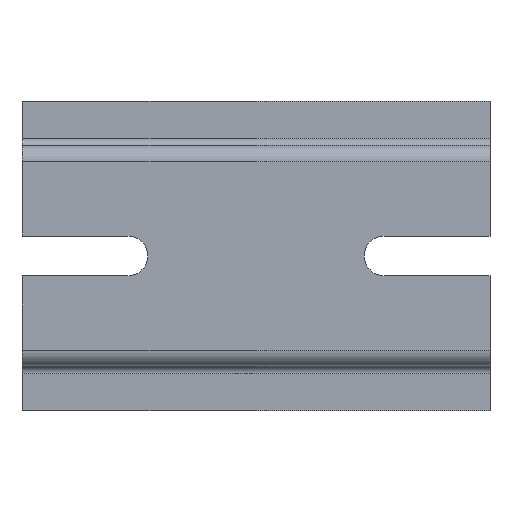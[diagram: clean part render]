
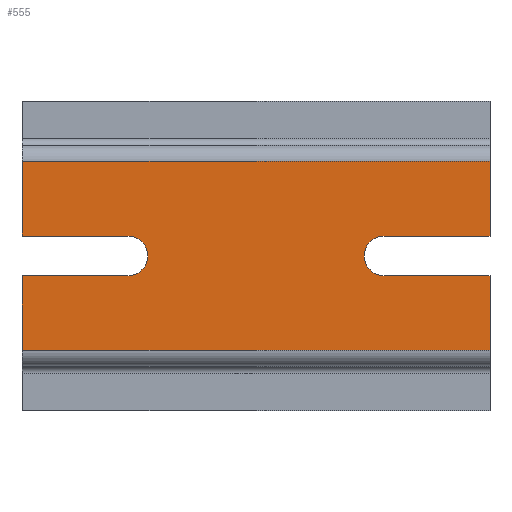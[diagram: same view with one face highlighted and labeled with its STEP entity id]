
A CAD part, top view. The second image highlights one B-rep face of the part: STEP entity #555.
In plain terms, the highlighted planar face has unit normal (0, 0, 1).
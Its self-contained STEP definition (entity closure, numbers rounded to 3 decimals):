
#8 = FACE_OUTER_BOUND ( 'NONE', #417, .T. ) ;
#14 = AXIS2_PLACEMENT_3D ( 'NONE', #1267, #394, #78 ) ;
#16 = ORIENTED_EDGE ( 'NONE', *, *, #33, .F. ) ;
#18 = VERTEX_POINT ( 'NONE', #556 ) ;
#32 = CARTESIAN_POINT ( 'NONE',  ( 26.5, 5., 6.5 ) ) ;
#33 = EDGE_CURVE ( 'NONE', #18, #446, #60, .T. ) ;
#41 = CARTESIAN_POINT ( 'NONE',  ( -26.5, 28.2, 6.5 ) ) ;
#47 = DIRECTION ( 'NONE',  ( 1., 0., 0. ) ) ;
#52 = VERTEX_POINT ( 'NONE', #269 ) ;
#60 = LINE ( 'NONE', #179, #138 ) ;
#78 = DIRECTION ( 'NONE',  ( 1., 0., 0. ) ) ;
#101 = ORIENTED_EDGE ( 'NONE', *, *, #628, .F. ) ;
#108 = EDGE_CURVE ( 'NONE', #52, #713, #869, .T. ) ;
#122 = ORIENTED_EDGE ( 'NONE', *, *, #1102, .F. ) ;
#123 = CARTESIAN_POINT ( 'NONE',  ( 26.5, 15.25, 6.5 ) ) ;
#135 = ORIENTED_EDGE ( 'NONE', *, *, #320, .T. ) ;
#137 = LINE ( 'NONE', #32, #1111 ) ;
#138 = VECTOR ( 'NONE', #280, 1000. ) ;
#140 = VECTOR ( 'NONE', #338, 1000. ) ;
#158 = VERTEX_POINT ( 'NONE', #371 ) ;
#179 = CARTESIAN_POINT ( 'NONE',  ( 26.5, 6.8, 6.5 ) ) ;
#188 = CARTESIAN_POINT ( 'NONE',  ( -26.5, 5., 6.5 ) ) ;
#194 = VERTEX_POINT ( 'NONE', #950 ) ;
#269 = CARTESIAN_POINT ( 'NONE',  ( -14.5, 15.25, 6.5 ) ) ;
#280 = DIRECTION ( 'NONE',  ( -1., 0., 0. ) ) ;
#292 = PLANE ( 'NONE',  #892 ) ;
#313 = CARTESIAN_POINT ( 'NONE',  ( 26.5, 15.25, 6.5 ) ) ;
#320 = EDGE_CURVE ( 'NONE', #865, #1063, #440, .T. ) ;
#334 = DIRECTION ( 'NONE',  ( 0., 1., 0. ) ) ;
#338 = DIRECTION ( 'NONE',  ( -1., 0., 0. ) ) ;
#341 = LINE ( 'NONE', #753, #673 ) ;
#346 = VECTOR ( 'NONE', #405, 1000. ) ;
#371 = CARTESIAN_POINT ( 'NONE',  ( -26.5, 15.25, 6.5 ) ) ;
#382 = DIRECTION ( 'NONE',  ( 0., 1., 0. ) ) ;
#390 = EDGE_CURVE ( 'NONE', #1042, #194, #988, .T. ) ;
#394 = DIRECTION ( 'NONE',  ( 0., 0., 1. ) ) ;
#399 = EDGE_CURVE ( 'NONE', #1173, #865, #137, .T. ) ;
#405 = DIRECTION ( 'NONE',  ( 0., 1., 0. ) ) ;
#411 = ORIENTED_EDGE ( 'NONE', *, *, #399, .T. ) ;
#417 = EDGE_LOOP ( 'NONE', ( #1256, #612, #122, #688, #16, #1091, #487, #1019, #787, #411, #135, #101 ) ) ;
#433 = AXIS2_PLACEMENT_3D ( 'NONE', #457, #1225, #629 ) ;
#440 = LINE ( 'NONE', #1226, #140 ) ;
#446 = VERTEX_POINT ( 'NONE', #842 ) ;
#448 = DIRECTION ( 'NONE',  ( -1., 0., 0. ) ) ;
#457 = CARTESIAN_POINT ( 'NONE',  ( 14.5, 17.5, 6.5 ) ) ;
#487 = ORIENTED_EDGE ( 'NONE', *, *, #682, .F. ) ;
#497 = VECTOR ( 'NONE', #908, 1000. ) ;
#504 = CARTESIAN_POINT ( 'NONE',  ( -26.5, 19.75, 6.5 ) ) ;
#525 = CARTESIAN_POINT ( 'NONE',  ( -14.5, 19.75, 6.5 ) ) ;
#546 = EDGE_CURVE ( 'NONE', #446, #158, #901, .T. ) ;
#555 = ADVANCED_FACE ( 'NONE', ( #8 ), #292, .T. ) ;
#556 = CARTESIAN_POINT ( 'NONE',  ( 26.5, 6.8, 6.5 ) ) ;
#612 = ORIENTED_EDGE ( 'NONE', *, *, #108, .F. ) ;
#625 = EDGE_CURVE ( 'NONE', #713, #1078, #694, .T. ) ;
#628 = EDGE_CURVE ( 'NONE', #1078, #1063, #1071, .T. ) ;
#629 = DIRECTION ( 'NONE',  ( 1., 0., 0. ) ) ;
#636 = LINE ( 'NONE', #1224, #1129 ) ;
#641 = CARTESIAN_POINT ( 'NONE',  ( 26.5, 5., 6.5 ) ) ;
#652 = CARTESIAN_POINT ( 'NONE',  ( -26.5, 19.75, 6.5 ) ) ;
#672 = VERTEX_POINT ( 'NONE', #313 ) ;
#673 = VECTOR ( 'NONE', #448, 1000. ) ;
#682 = EDGE_CURVE ( 'NONE', #194, #672, #1097, .T. ) ;
#688 = ORIENTED_EDGE ( 'NONE', *, *, #546, .F. ) ;
#694 = LINE ( 'NONE', #504, #949 ) ;
#713 = VERTEX_POINT ( 'NONE', #525 ) ;
#753 = CARTESIAN_POINT ( 'NONE',  ( 26.5, 19.75, 6.5 ) ) ;
#782 = LINE ( 'NONE', #641, #1222 ) ;
#787 = ORIENTED_EDGE ( 'NONE', *, *, #1044, .F. ) ;
#842 = CARTESIAN_POINT ( 'NONE',  ( -26.5, 6.8, 6.5 ) ) ;
#860 = CARTESIAN_POINT ( 'NONE',  ( 26.5, 19.75, 6.5 ) ) ;
#865 = VERTEX_POINT ( 'NONE', #910 ) ;
#869 = CIRCLE ( 'NONE', #14, 2.25 ) ;
#892 = AXIS2_PLACEMENT_3D ( 'NONE', #998, #1270, #1285 ) ;
#901 = LINE ( 'NONE', #1189, #346 ) ;
#908 = DIRECTION ( 'NONE',  ( 0., 1., 0. ) ) ;
#910 = CARTESIAN_POINT ( 'NONE',  ( 26.5, 28.2, 6.5 ) ) ;
#949 = VECTOR ( 'NONE', #1084, 1000. ) ;
#950 = CARTESIAN_POINT ( 'NONE',  ( 14.5, 15.25, 6.5 ) ) ;
#988 = CIRCLE ( 'NONE', #433, 2.25 ) ;
#998 = CARTESIAN_POINT ( 'NONE',  ( 26.5, 5., 6.5 ) ) ;
#1019 = ORIENTED_EDGE ( 'NONE', *, *, #390, .F. ) ;
#1042 = VERTEX_POINT ( 'NONE', #1121 ) ;
#1044 = EDGE_CURVE ( 'NONE', #1173, #1042, #341, .T. ) ;
#1063 = VERTEX_POINT ( 'NONE', #41 ) ;
#1071 = LINE ( 'NONE', #188, #497 ) ;
#1078 = VERTEX_POINT ( 'NONE', #652 ) ;
#1084 = DIRECTION ( 'NONE',  ( -1., 0., 0. ) ) ;
#1091 = ORIENTED_EDGE ( 'NONE', *, *, #1264, .T. ) ;
#1097 = LINE ( 'NONE', #123, #1174 ) ;
#1102 = EDGE_CURVE ( 'NONE', #158, #52, #636, .T. ) ;
#1104 = DIRECTION ( 'NONE',  ( 1., 0., 0. ) ) ;
#1111 = VECTOR ( 'NONE', #334, 1000. ) ;
#1121 = CARTESIAN_POINT ( 'NONE',  ( 14.5, 19.75, 6.5 ) ) ;
#1129 = VECTOR ( 'NONE', #47, 1000. ) ;
#1173 = VERTEX_POINT ( 'NONE', #860 ) ;
#1174 = VECTOR ( 'NONE', #1104, 1000. ) ;
#1189 = CARTESIAN_POINT ( 'NONE',  ( -26.5, 5., 6.5 ) ) ;
#1222 = VECTOR ( 'NONE', #382, 1000. ) ;
#1224 = CARTESIAN_POINT ( 'NONE',  ( -26.5, 15.25, 6.5 ) ) ;
#1225 = DIRECTION ( 'NONE',  ( 0., 0., 1. ) ) ;
#1226 = CARTESIAN_POINT ( 'NONE',  ( 26.5, 28.2, 6.5 ) ) ;
#1256 = ORIENTED_EDGE ( 'NONE', *, *, #625, .F. ) ;
#1264 = EDGE_CURVE ( 'NONE', #18, #672, #782, .T. ) ;
#1267 = CARTESIAN_POINT ( 'NONE',  ( -14.5, 17.5, 6.5 ) ) ;
#1270 = DIRECTION ( 'NONE',  ( 0., 0., 1. ) ) ;
#1285 = DIRECTION ( 'NONE',  ( 0., -1., 0. ) ) ;
